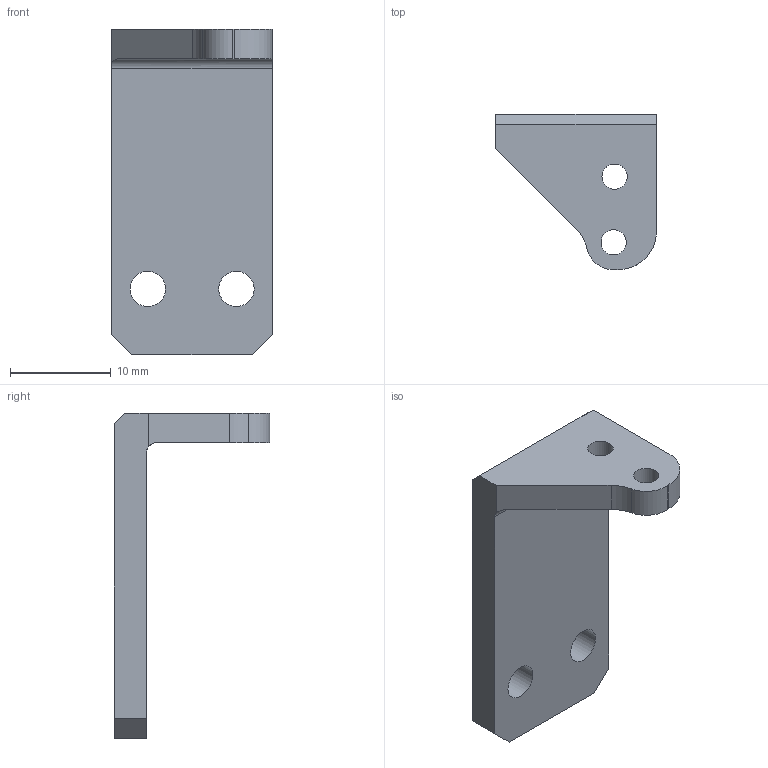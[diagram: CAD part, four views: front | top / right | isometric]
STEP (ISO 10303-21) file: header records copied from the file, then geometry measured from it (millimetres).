
FILE_DESCRIPTION(/* description */ (''),/* implementation_level */ '2;1');
FILE_NAME(/* name */ 'X_Endstop_Mount v1.step',/* time_stamp */ '2020-09-05T23:30:07+01:00',/* author */ (''),/* organization */ (''),/* preprocessor_version */ 'ST-DEVELOPER v18.1',/* originating_system */ 'Autodesk Translation Framework v9.3.0.1241',/* authorisation */ '');
FILE_SCHEMA (('AUTOMOTIVE_DESIGN { 1 0 10303 214 3 1 1 }'));
Length unit declared in the file: millimetre
Products named in the file (1): X_Endstop_Mount
Bounding box: 15.93 x 15.38 x 32.21 mm (x, y, z)
Volume: 1877.8 mm3; surface area: 1649.2 mm2
Topology: 1 solids, 1 shells, 21 faces, 56 edges, 37 vertices
Faces by surface type: plane 13, cylinder 8
Full cylindrical faces by diameter (mm): 2.5 x2, 3.5 x2
Entity records: 708 total; most frequent: DIRECTION 117, CARTESIAN_POINT 115, ORIENTED_EDGE 112, EDGE_CURVE 56, LINE 39, VECTOR 39, AXIS2_PLACEMENT_3D 39, VERTEX_POINT 37
